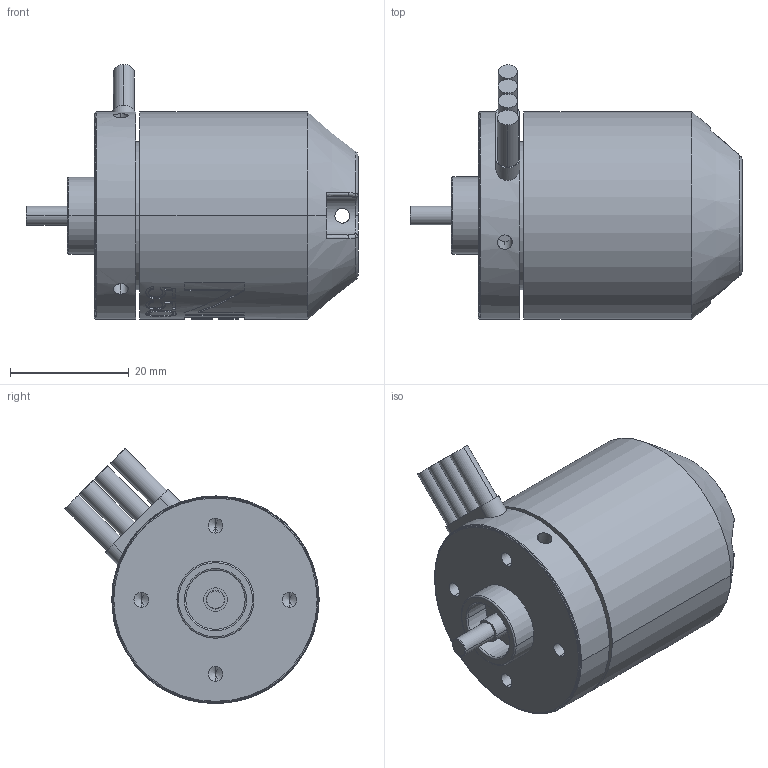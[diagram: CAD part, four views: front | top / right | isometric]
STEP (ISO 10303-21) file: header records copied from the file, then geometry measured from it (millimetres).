
FILE_DESCRIPTION (( 'STEP AP214' ), '1' );
FILE_NAME ('REV-21-1651.STEP', '2019-12-25T03:23:48', ( '' ), ( '' ), 'SwSTEP 2.0', 'SolidWorks 2018', '' );
FILE_SCHEMA (( 'AUTOMOTIVE_DESIGN' ));
Length unit declared in the file: millimetre
Products named in the file (1): REV-21-1651
Bounding box: 56 x 42.91 x 43 mm (x, y, z)
Volume: 39752.5 mm3; surface area: 8770.6 mm2
Topology: 1 solids, 1 shells, 220 faces, 539 edges, 334 vertices
Faces by surface type: cylinder 66, plane 61, bspline 54, cone 24, torus 15
Entity records: 15945 total; most frequent: CARTESIAN_POINT 9908, ORIENTED_EDGE 1038, DIRECTION 858, EDGE_CURVE 519, AXIS2_PLACEMENT_3D 352, VERTEX_POINT 334, EDGE_LOOP 255, ADVANCED_FACE 220
